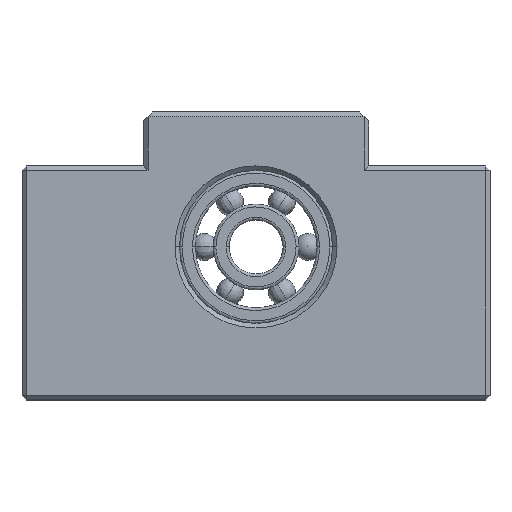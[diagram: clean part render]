
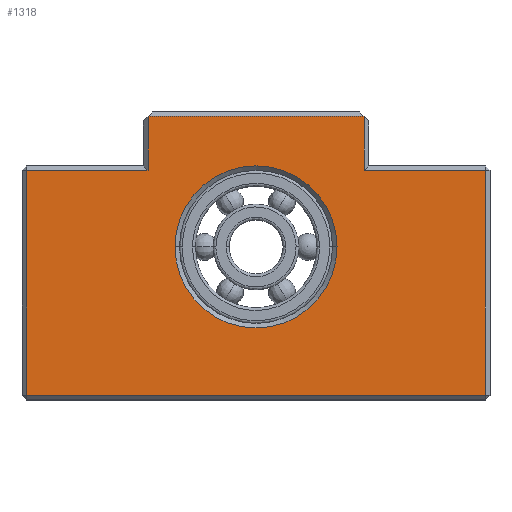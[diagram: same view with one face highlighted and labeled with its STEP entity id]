
A CAD part, top view. The second image highlights one B-rep face of the part: STEP entity #1318.
In plain terms, the highlighted planar face has unit normal (0, 0, 1).
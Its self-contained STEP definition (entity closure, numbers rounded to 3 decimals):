
#39 = VERTEX_POINT ( 'NONE', #171 ) ;
#43 = VERTEX_POINT ( 'NONE', #175 ) ;
#45 = VERTEX_POINT ( 'NONE', #177 ) ;
#46 = VERTEX_POINT ( 'NONE', #178 ) ;
#47 = VERTEX_POINT ( 'NONE', #179 ) ;
#48 = VERTEX_POINT ( 'NONE', #180 ) ;
#49 = VERTEX_POINT ( 'NONE', #181 ) ;
#50 = VERTEX_POINT ( 'NONE', #182 ) ;
#54 = VERTEX_POINT ( 'NONE', #186 ) ;
#108 = VERTEX_POINT ( 'NONE', #240 ) ;
#171 = CARTESIAN_POINT ( 'NONE',  ( 12., 31.5, 7. ) ) ;
#175 = CARTESIAN_POINT ( 'NONE',  ( -12., 31.5, 7. ) ) ;
#177 = CARTESIAN_POINT ( 'NONE',  ( -25.5, 25.5, 7. ) ) ;
#178 = CARTESIAN_POINT ( 'NONE',  ( -25.5, 0.5, 7. ) ) ;
#179 = CARTESIAN_POINT ( 'NONE',  ( 25.5, 25.5, 7. ) ) ;
#180 = CARTESIAN_POINT ( 'NONE',  ( 25.5, 0.5, 7. ) ) ;
#181 = CARTESIAN_POINT ( 'NONE',  ( 12., 25.5, 7. ) ) ;
#182 = CARTESIAN_POINT ( 'NONE',  ( -12., 25.5, 7. ) ) ;
#186 = CARTESIAN_POINT ( 'NONE',  ( -9., 17., 7. ) ) ;
#240 = CARTESIAN_POINT ( 'NONE',  ( 9., 17., 7. ) ) ;
#336 = EDGE_CURVE ( 'NONE', #39, #43, #1153, .T. ) ;
#338 = EDGE_CURVE ( 'NONE', #47, #49, #1156, .T. ) ;
#341 = EDGE_CURVE ( 'NONE', #54, #108, #1163, .T. ) ;
#343 = EDGE_CURVE ( 'NONE', #50, #45, #1164, .T. ) ;
#344 = EDGE_CURVE ( 'NONE', #49, #39, #1166, .T. ) ;
#345 = EDGE_CURVE ( 'NONE', #46, #48, #1168, .T. ) ;
#346 = EDGE_CURVE ( 'NONE', #43, #50, #1170, .T. ) ;
#348 = EDGE_CURVE ( 'NONE', #45, #46, #1174, .T. ) ;
#349 = EDGE_CURVE ( 'NONE', #48, #47, #1176, .T. ) ;
#501 = EDGE_CURVE ( 'NONE', #108, #54, #2023, .T. ) ;
#535 = AXIS2_PLACEMENT_3D ( 'NONE', #1367, #1375, #1376 ) ;
#647 = EDGE_LOOP ( 'NONE', ( #934, #935, #936, #937, #938, #939, #940, #941 ) ) ;
#648 = EDGE_LOOP ( 'NONE', ( #942, #943 ) ) ;
#934 = ORIENTED_EDGE ( 'NONE', *, *, #345, .T. ) ;
#935 = ORIENTED_EDGE ( 'NONE', *, *, #349, .T. ) ;
#936 = ORIENTED_EDGE ( 'NONE', *, *, #338, .T. ) ;
#937 = ORIENTED_EDGE ( 'NONE', *, *, #344, .T. ) ;
#938 = ORIENTED_EDGE ( 'NONE', *, *, #336, .T. ) ;
#939 = ORIENTED_EDGE ( 'NONE', *, *, #346, .T. ) ;
#940 = ORIENTED_EDGE ( 'NONE', *, *, #343, .T. ) ;
#941 = ORIENTED_EDGE ( 'NONE', *, *, #348, .T. ) ;
#942 = ORIENTED_EDGE ( 'NONE', *, *, #501, .T. ) ;
#943 = ORIENTED_EDGE ( 'NONE', *, *, #341, .T. ) ;
#1153 = LINE ( 'NONE', #1365, #1154 ) ;
#1154 = VECTOR ( 'NONE', #1366, 1000. ) ;
#1156 = LINE ( 'NONE', #1369, #1157 ) ;
#1157 = VECTOR ( 'NONE', #1370, 1000. ) ;
#1163 = CIRCLE ( 'NONE', #535, 9. ) ;
#1164 = LINE ( 'NONE', #1378, #1165 ) ;
#1165 = VECTOR ( 'NONE', #1379, 1000. ) ;
#1166 = LINE ( 'NONE', #1380, #1167 ) ;
#1167 = VECTOR ( 'NONE', #1381, 1000. ) ;
#1168 = LINE ( 'NONE', #1382, #1169 ) ;
#1169 = VECTOR ( 'NONE', #1383, 1000. ) ;
#1170 = LINE ( 'NONE', #1384, #1171 ) ;
#1171 = VECTOR ( 'NONE', #1385, 1000. ) ;
#1174 = LINE ( 'NONE', #1388, #1175 ) ;
#1175 = VECTOR ( 'NONE', #1389, 1000. ) ;
#1176 = LINE ( 'NONE', #1390, #1177 ) ;
#1177 = VECTOR ( 'NONE', #1391, 1000. ) ;
#1318 = ADVANCED_FACE ( 'NONE', ( #3066, #3060 ), #3236, .T. ) ;
#1365 = CARTESIAN_POINT ( 'NONE',  ( 26., 31.5, 7. ) ) ;
#1366 = DIRECTION ( 'NONE',  ( -1., 0., 0. ) ) ;
#1367 = CARTESIAN_POINT ( 'NONE',  ( 0., 17., 7. ) ) ;
#1369 = CARTESIAN_POINT ( 'NONE',  ( 26., 25.5, 7. ) ) ;
#1370 = DIRECTION ( 'NONE',  ( -1., 0., 0. ) ) ;
#1375 = DIRECTION ( 'NONE',  ( 0., 0., -1. ) ) ;
#1376 = DIRECTION ( 'NONE',  ( 0., -1., 0. ) ) ;
#1378 = CARTESIAN_POINT ( 'NONE',  ( 26., 25.5, 7. ) ) ;
#1379 = DIRECTION ( 'NONE',  ( -1., 0., 0. ) ) ;
#1380 = CARTESIAN_POINT ( 'NONE',  ( 12., 26., 7. ) ) ;
#1381 = DIRECTION ( 'NONE',  ( 0., 1., 0. ) ) ;
#1382 = CARTESIAN_POINT ( 'NONE',  ( 26., 0.5, 7. ) ) ;
#1383 = DIRECTION ( 'NONE',  ( 1., 0., 0. ) ) ;
#1384 = CARTESIAN_POINT ( 'NONE',  ( -12., 26., 7. ) ) ;
#1385 = DIRECTION ( 'NONE',  ( 0., -1., 0. ) ) ;
#1388 = CARTESIAN_POINT ( 'NONE',  ( -25.5, 26., 7. ) ) ;
#1389 = DIRECTION ( 'NONE',  ( 0., -1., 0. ) ) ;
#1390 = CARTESIAN_POINT ( 'NONE',  ( 25.5, 26., 7. ) ) ;
#1391 = DIRECTION ( 'NONE',  ( 0., 1., 0. ) ) ;
#1804 = CARTESIAN_POINT ( 'NONE',  ( 0., 17., 7. ) ) ;
#1805 = DIRECTION ( 'NONE',  ( 0., 0., -1. ) ) ;
#1806 = DIRECTION ( 'NONE',  ( 0., -1., 0. ) ) ;
#2023 = CIRCLE ( 'NONE', #2174, 9. ) ;
#2174 = AXIS2_PLACEMENT_3D ( 'NONE', #1804, #1805, #1806 ) ;
#2265 = AXIS2_PLACEMENT_3D ( 'NONE', #3228, #3237, #3238 ) ;
#3060 = FACE_BOUND ( 'NONE', #648, .T. ) ;
#3066 = FACE_OUTER_BOUND ( 'NONE', #647, .T. ) ;
#3228 = CARTESIAN_POINT ( 'NONE',  ( 26., 26., 7. ) ) ;
#3236 = PLANE ( 'NONE',  #2265 ) ;
#3237 = DIRECTION ( 'NONE',  ( 0., 0., 1. ) ) ;
#3238 = DIRECTION ( 'NONE',  ( 1., 0., 0. ) ) ;
